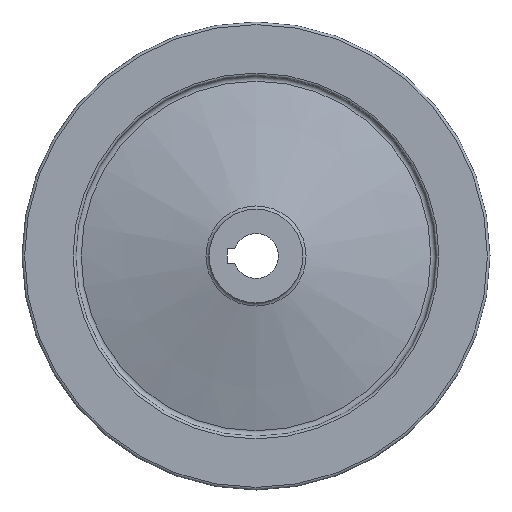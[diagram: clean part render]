
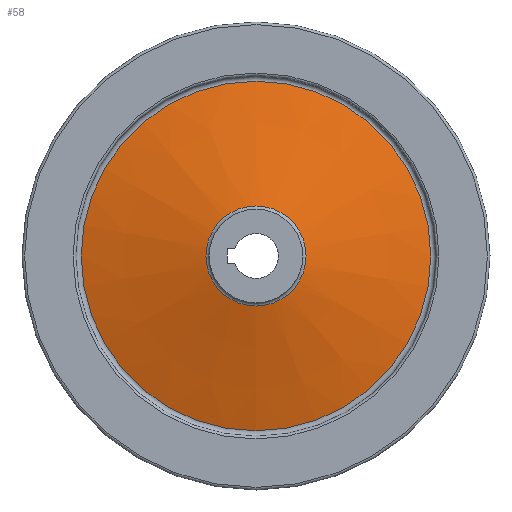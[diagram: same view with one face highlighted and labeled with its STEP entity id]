
A CAD part, left-side view. The second image highlights one B-rep face of the part: STEP entity #58.
In plain terms, the highlighted conical face has half-angle 74.91 degrees and reference radius 26.726 mm.
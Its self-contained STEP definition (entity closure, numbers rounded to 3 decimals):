
#58 = ADVANCED_FACE( '', ( #130, #131 ), #132, .T. );
#130 = FACE_OUTER_BOUND( '', #221, .T. );
#131 = FACE_BOUND( '', #222, .T. );
#132 = CONICAL_SURFACE( '', #223, 26.726, 1.307 );
#221 = EDGE_LOOP( '', ( #321 ) );
#222 = EDGE_LOOP( '', ( #322 ) );
#223 = AXIS2_PLACEMENT_3D( '', #323, #324, #325 );
#321 = ORIENTED_EDGE( '', *, *, #448, .F. );
#322 = ORIENTED_EDGE( '', *, *, #443, .T. );
#323 = CARTESIAN_POINT( '', ( 17.55, 0., 0. ) );
#324 = DIRECTION( '', ( 1., 0., 0. ) );
#325 = DIRECTION( '', ( 0., 0., -1. ) );
#443 = EDGE_CURVE( '', #504, #504, #505, .T. );
#448 = EDGE_CURVE( '', #512, #512, #513, .T. );
#504 = VERTEX_POINT( '', #584 );
#505 = CIRCLE( '', #585, 26.726 );
#512 = VERTEX_POINT( '', #592 );
#513 = CIRCLE( '', #593, 93.372 );
#584 = CARTESIAN_POINT( '', ( 17.55, 0., -26.726 ) );
#585 = AXIS2_PLACEMENT_3D( '', #663, #664, #665 );
#592 = CARTESIAN_POINT( '', ( 35.52, 0., -93.372 ) );
#593 = AXIS2_PLACEMENT_3D( '', #672, #673, #674 );
#663 = CARTESIAN_POINT( '', ( 17.55, 0., 0. ) );
#664 = DIRECTION( '', ( 1., 0., 0. ) );
#665 = DIRECTION( '', ( 0., 0., -1. ) );
#672 = CARTESIAN_POINT( '', ( 35.52, 0., 0. ) );
#673 = DIRECTION( '', ( 1., 0., 0. ) );
#674 = DIRECTION( '', ( 0., 0., -1. ) );
